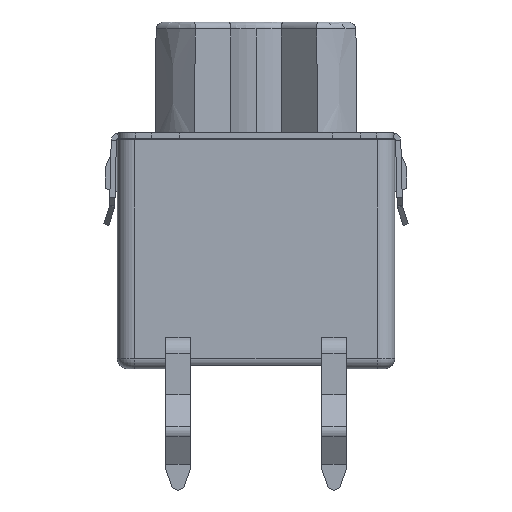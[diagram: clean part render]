
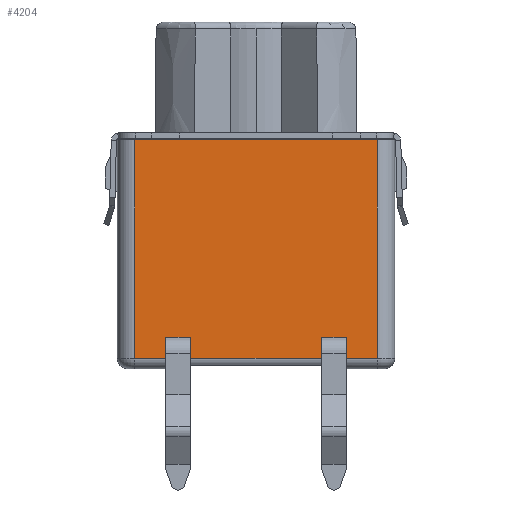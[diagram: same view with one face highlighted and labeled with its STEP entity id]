
A CAD part, left-side view. The second image highlights one B-rep face of the part: STEP entity #4204.
In plain terms, the highlighted face is planar.
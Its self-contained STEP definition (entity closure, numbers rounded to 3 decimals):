
#2922 = EDGE_CURVE ( 'NONE', #2923, #2935, #12476, .T. ) ;
#2923 = VERTEX_POINT ( 'NONE', #12514 ) ;
#2925 = VERTEX_POINT ( 'NONE', #12513 ) ;
#2935 = VERTEX_POINT ( 'NONE', #12472 ) ;
#2981 = EDGE_CURVE ( 'NONE', #2923, #2925, #12730, .T. ) ;
#2987 = EDGE_CURVE ( 'NONE', #2925, #4213, #12750, .T. ) ;
#4103 = EDGE_CURVE ( 'NONE', #4113, #4125, #14866, .T. ) ;
#4108 = EDGE_LOOP ( 'NONE', ( #4109, #10520, #10524, #4220 ) ) ;
#4109 = ORIENTED_EDGE ( 'NONE', *, *, #2922, .F. ) ;
#4110 = ORIENTED_EDGE ( 'NONE', *, *, #4103, .T. ) ;
#4111 = EDGE_CURVE ( 'NONE', #4115, #4113, #14955, .T. ) ;
#4113 = VERTEX_POINT ( 'NONE', #14957 ) ;
#4114 = ORIENTED_EDGE ( 'NONE', *, *, #4116, .T. ) ;
#4115 = VERTEX_POINT ( 'NONE', #14956 ) ;
#4116 = EDGE_CURVE ( 'NONE', #4124, #4115, #14959, .T. ) ;
#4117 = ORIENTED_EDGE ( 'NONE', *, *, #4118, .F. ) ;
#4118 = EDGE_CURVE ( 'NONE', #4124, #4125, #14944, .T. ) ;
#4119 = EDGE_CURVE ( 'NONE', #4206, #4127, #14960, .T. ) ;
#4120 = ORIENTED_EDGE ( 'NONE', *, *, #4123, .T. ) ;
#4121 = EDGE_LOOP ( 'NONE', ( #4154, #4122, #4120, #4126 ) ) ;
#4122 = ORIENTED_EDGE ( 'NONE', *, *, #4202, .T. ) ;
#4123 = EDGE_CURVE ( 'NONE', #4164, #4127, #14947, .T. ) ;
#4124 = VERTEX_POINT ( 'NONE', #14935 ) ;
#4125 = VERTEX_POINT ( 'NONE', #14929 ) ;
#4126 = ORIENTED_EDGE ( 'NONE', *, *, #4119, .F. ) ;
#4127 = VERTEX_POINT ( 'NONE', #14948 ) ;
#4130 = EDGE_CURVE ( 'NONE', #4205, #4206, #14933, .T. ) ;
#4154 = ORIENTED_EDGE ( 'NONE', *, *, #4130, .F. ) ;
#4164 = VERTEX_POINT ( 'NONE', #15013 ) ;
#4180 = ORIENTED_EDGE ( 'NONE', *, *, #4111, .T. ) ;
#4202 = EDGE_CURVE ( 'NONE', #4205, #4164, #15000, .T. ) ;
#4204 = ADVANCED_FACE ( 'NONE', ( #15019, #15006, #14996 ), #15005, .F. ) ;
#4205 = VERTEX_POINT ( 'NONE', #14994 ) ;
#4206 = VERTEX_POINT ( 'NONE', #15041 ) ;
#4209 = EDGE_LOOP ( 'NONE', ( #4117, #4114, #4180, #4110 ) ) ;
#4211 = EDGE_CURVE ( 'NONE', #4213, #2935, #15036, .T. ) ;
#4213 = VERTEX_POINT ( 'NONE', #14993 ) ;
#4220 = ORIENTED_EDGE ( 'NONE', *, *, #4211, .T. ) ;
#10520 = ORIENTED_EDGE ( 'NONE', *, *, #2981, .T. ) ;
#10524 = ORIENTED_EDGE ( 'NONE', *, *, #2987, .T. ) ;
#12472 = CARTESIAN_POINT ( 'NONE',  ( 1.9, 0.6, -4. ) ) ;
#12475 = CARTESIAN_POINT ( 'NONE',  ( 0., 0.6, -4. ) ) ;
#12476 = LINE ( 'NONE', #12475, #12507 ) ;
#12506 = DIRECTION ( 'NONE',  ( -1., 0., 0. ) ) ;
#12507 = VECTOR ( 'NONE', #12506, 1000. ) ;
#12513 = CARTESIAN_POINT ( 'NONE',  ( 2.6, 0.9, -4. ) ) ;
#12514 = CARTESIAN_POINT ( 'NONE',  ( 2.6, 0.6, -4. ) ) ;
#12714 = DIRECTION ( 'NONE',  ( 0., 1., 0. ) ) ;
#12715 = VECTOR ( 'NONE', #12714, 1000. ) ;
#12729 = CARTESIAN_POINT ( 'NONE',  ( 2.6, 6.6, -4. ) ) ;
#12730 = LINE ( 'NONE', #12729, #12715 ) ;
#12744 = DIRECTION ( 'NONE',  ( -1., 0., 0. ) ) ;
#12745 = VECTOR ( 'NONE', #12744, 1000. ) ;
#12746 = CARTESIAN_POINT ( 'NONE',  ( 0., 0.9, -4. ) ) ;
#12750 = LINE ( 'NONE', #12746, #12745 ) ;
#14865 = CARTESIAN_POINT ( 'NONE',  ( -2.6, 6.6, -4. ) ) ;
#14866 = LINE ( 'NONE', #14865, #14927 ) ;
#14926 = DIRECTION ( 'NONE',  ( 0., -1., 0. ) ) ;
#14927 = VECTOR ( 'NONE', #14926, 1000. ) ;
#14929 = CARTESIAN_POINT ( 'NONE',  ( -2.6, 0.6, -4. ) ) ;
#14931 = DIRECTION ( 'NONE',  ( 0., 1., 0. ) ) ;
#14932 = VECTOR ( 'NONE', #14931, 1000. ) ;
#14933 = LINE ( 'NONE', #14983, #14982 ) ;
#14935 = CARTESIAN_POINT ( 'NONE',  ( -1.9, 0.6, -4. ) ) ;
#14936 = DIRECTION ( 'NONE',  ( -1., 0., 0. ) ) ;
#14937 = VECTOR ( 'NONE', #14936, 1000. ) ;
#14938 = CARTESIAN_POINT ( 'NONE',  ( 0., 6.6, -4. ) ) ;
#14941 = DIRECTION ( 'NONE',  ( -1., 0., 0. ) ) ;
#14942 = VECTOR ( 'NONE', #14941, 1000. ) ;
#14943 = CARTESIAN_POINT ( 'NONE',  ( 0., 0.6, -4. ) ) ;
#14944 = LINE ( 'NONE', #14943, #14942 ) ;
#14946 = CARTESIAN_POINT ( 'NONE',  ( -3.5, 6.6, -4. ) ) ;
#14947 = LINE ( 'NONE', #14946, #14932 ) ;
#14948 = CARTESIAN_POINT ( 'NONE',  ( -3.5, 6.6, -4. ) ) ;
#14949 = DIRECTION ( 'NONE',  ( 0., 1., 0. ) ) ;
#14950 = VECTOR ( 'NONE', #14949, 1000. ) ;
#14952 = DIRECTION ( 'NONE',  ( -1., 0., 0. ) ) ;
#14953 = VECTOR ( 'NONE', #14952, 1000. ) ;
#14954 = CARTESIAN_POINT ( 'NONE',  ( 0., 0.9, -4. ) ) ;
#14955 = LINE ( 'NONE', #14954, #14953 ) ;
#14956 = CARTESIAN_POINT ( 'NONE',  ( -1.9, 0.9, -4. ) ) ;
#14957 = CARTESIAN_POINT ( 'NONE',  ( -2.6, 0.9, -4. ) ) ;
#14958 = CARTESIAN_POINT ( 'NONE',  ( -1.9, 6.6, -4. ) ) ;
#14959 = LINE ( 'NONE', #14958, #14950 ) ;
#14960 = LINE ( 'NONE', #14938, #14937 ) ;
#14981 = DIRECTION ( 'NONE',  ( 0., 1., 0. ) ) ;
#14982 = VECTOR ( 'NONE', #14981, 1000. ) ;
#14983 = CARTESIAN_POINT ( 'NONE',  ( 3.5, 6.6, -4. ) ) ;
#14993 = CARTESIAN_POINT ( 'NONE',  ( 1.9, 0.9, -4. ) ) ;
#14994 = CARTESIAN_POINT ( 'NONE',  ( 3.5, 0.3, -4. ) ) ;
#14996 = FACE_BOUND ( 'NONE', #4108, .T. ) ;
#14997 = DIRECTION ( 'NONE',  ( -1., 0., 0. ) ) ;
#14998 = VECTOR ( 'NONE', #14997, 1000. ) ;
#14999 = CARTESIAN_POINT ( 'NONE',  ( 0., 0.3, -4. ) ) ;
#15000 = LINE ( 'NONE', #14999, #14998 ) ;
#15005 = PLANE ( 'NONE',  #15007 ) ;
#15006 = FACE_BOUND ( 'NONE', #4209, .T. ) ;
#15007 = AXIS2_PLACEMENT_3D ( 'NONE', #15045, #15044, #15043 ) ;
#15013 = CARTESIAN_POINT ( 'NONE',  ( -3.5, 0.3, -4. ) ) ;
#15019 = FACE_OUTER_BOUND ( 'NONE', #4121, .T. ) ;
#15033 = DIRECTION ( 'NONE',  ( 0., -1., 0. ) ) ;
#15034 = VECTOR ( 'NONE', #15033, 1000. ) ;
#15035 = CARTESIAN_POINT ( 'NONE',  ( 1.9, 6.6, -4. ) ) ;
#15036 = LINE ( 'NONE', #15035, #15034 ) ;
#15041 = CARTESIAN_POINT ( 'NONE',  ( 3.5, 6.6, -4. ) ) ;
#15043 = DIRECTION ( 'NONE',  ( 1., 0., 0. ) ) ;
#15044 = DIRECTION ( 'NONE',  ( 0., 0., 1. ) ) ;
#15045 = CARTESIAN_POINT ( 'NONE',  ( 0., 6.6, -4. ) ) ;
